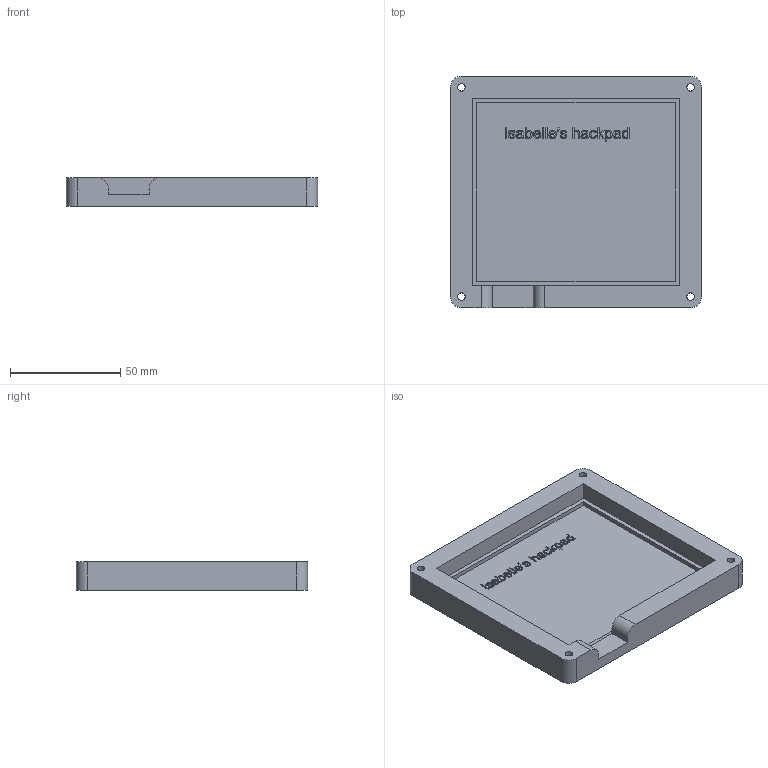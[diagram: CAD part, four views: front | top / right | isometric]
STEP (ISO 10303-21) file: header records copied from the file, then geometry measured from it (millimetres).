
FILE_DESCRIPTION(/* description */ (''),/* implementation_level */ '2;1');
FILE_NAME(/* name */ '5f71e155-3a48-4f0b-8409-7fbac7e0ab57.stp',/* time_stamp */ '2025-06-27T20:12:53Z',/* author */ (''),/* organization */ (''),/* preprocessor_version */ 'ST-DEVELOPER v20.1',/* originating_system */ 'Autodesk Translation Framework v14.10.0.0',/* authorisation */ '');
FILE_SCHEMA (('AUTOMOTIVE_DESIGN { 1 0 10303 214 3 1 1 }'));
Length unit declared in the file: millimetre
Products named in the file (1): case
Bounding box: 113.87 x 104.84 x 13 mm (x, y, z)
Volume: 74452.7 mm3; surface area: 33408 mm2
Topology: 1 solids, 1 shells, 411 faces, 1137 edges, 758 vertices
Faces by surface type: bspline 272, plane 125, cylinder 14
Full cylindrical faces by diameter (mm): 3.4 x4, 6 x4
Entity records: 15628 total; most frequent: CARTESIAN_POINT 6931, ORIENTED_EDGE 2274, EDGE_CURVE 1137, DIRECTION 901, VERTEX_POINT 758, LINE 565, VECTOR 565, B_SPLINE_CURVE_WITH_KNOTS 544
